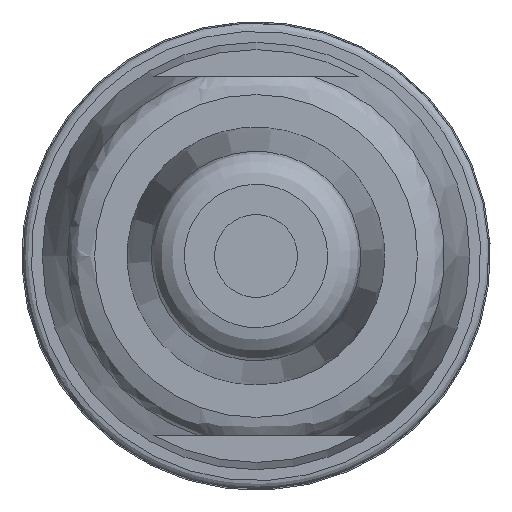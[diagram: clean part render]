
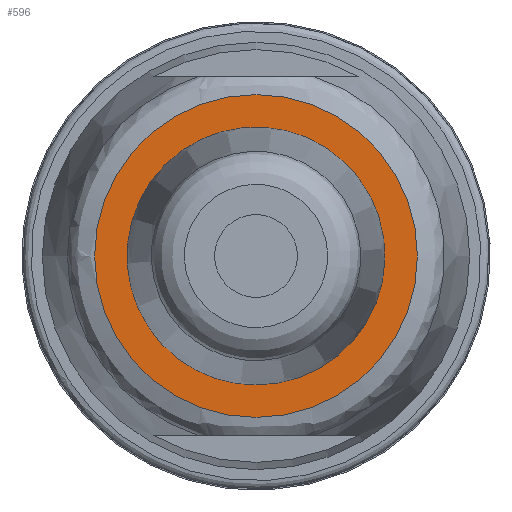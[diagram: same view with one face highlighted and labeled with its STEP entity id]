
A CAD part, front view. The second image highlights one B-rep face of the part: STEP entity #596.
In plain terms, the highlighted planar face has unit normal (0, -1, 0).
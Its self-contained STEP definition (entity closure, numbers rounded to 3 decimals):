
#596=ADVANCED_FACE('',(#766,#767),#700,.T.);
#700=PLANE('',#1923);
#766=FACE_BOUND('',#824,.T.);
#767=FACE_BOUND('',#825,.T.);
#824=EDGE_LOOP('',(#957));
#825=EDGE_LOOP('',(#958));
#957=ORIENTED_EDGE('',*,*,#1610,.F.);
#958=ORIENTED_EDGE('',*,*,#1611,.F.);
#1441=VERTEX_POINT('',#2550);
#1442=VERTEX_POINT('',#2552);
#1610=EDGE_CURVE('',#1441,#1441,#1852,.T.);
#1611=EDGE_CURVE('',#1442,#1442,#1853,.T.);
#1852=CIRCLE('',#1921,4.678);
#1853=CIRCLE('',#1922,5.853);
#1921=AXIS2_PLACEMENT_3D('',#2549,#2089,#2090);
#1922=AXIS2_PLACEMENT_3D('',#2551,#2091,#2092);
#1923=AXIS2_PLACEMENT_3D('',#2553,#2093,#2094);
#2089=DIRECTION('',(0.,-1.,0.));
#2090=DIRECTION('',(0.,0.,-1.));
#2091=DIRECTION('',(0.,1.,0.));
#2092=DIRECTION('',(-1.,0.,0.));
#2093=DIRECTION('',(0.,-1.,0.));
#2094=DIRECTION('',(-1.,0.,0.));
#2549=CARTESIAN_POINT('',(21.985,-55.865,0.));
#2550=CARTESIAN_POINT('',(21.985,-55.865,-4.678));
#2551=CARTESIAN_POINT('',(21.985,-55.865,0.));
#2552=CARTESIAN_POINT('',(16.132,-55.865,0.));
#2553=CARTESIAN_POINT('',(28.423,-55.865,6.438));
